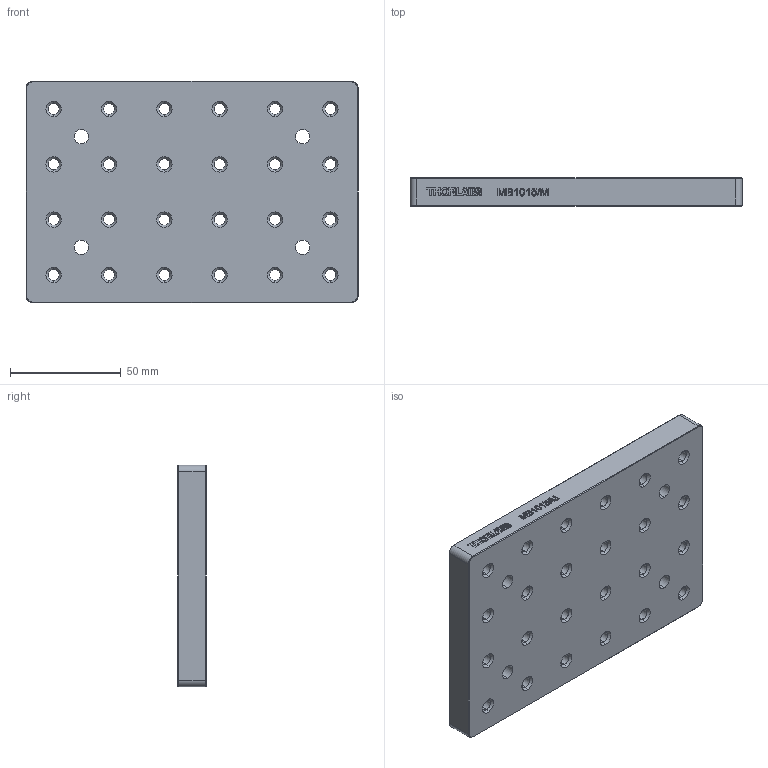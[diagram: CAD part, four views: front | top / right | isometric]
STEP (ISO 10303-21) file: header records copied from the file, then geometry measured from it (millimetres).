
FILE_DESCRIPTION (( 'STEP AP203' ), '1' );
FILE_NAME ('MB1015_M.STEP', '2018-01-19T09:45:48', ( '' ), ( '' ), 'SwSTEP 2.0', 'SolidWorks 2017', '' );
FILE_SCHEMA (( 'CONFIG_CONTROL_DESIGN' ));
Length unit declared in the file: millimetre
Products named in the file (2): MB1015_M; MB1015_M - Aluminium Breadboard 100 x 150 x 12.7mm_MB3030_M-1
Assembly tree (1 placements, depth 2):
  MB1015_M
    MB1015_M - Aluminium Breadboard 100 x 150 x 12.7mm_MB3030_M-1
Bounding box: 150 x 12.7 x 100 mm (x, y, z)
Volume: 180687.6 mm3; surface area: 40695.4 mm2
Topology: 1 solids, 1 shells, 461 faces, 1176 edges, 744 vertices
Faces by surface type: plane 183, cylinder 127, cone 112, bspline 39
Entity records: 15984 total; most frequent: CARTESIAN_POINT 4504, ORIENTED_EDGE 2352, DIRECTION 2316, EDGE_CURVE 1176, AXIS2_PLACEMENT_3D 792, VERTEX_POINT 744, LINE 732, VECTOR 732
